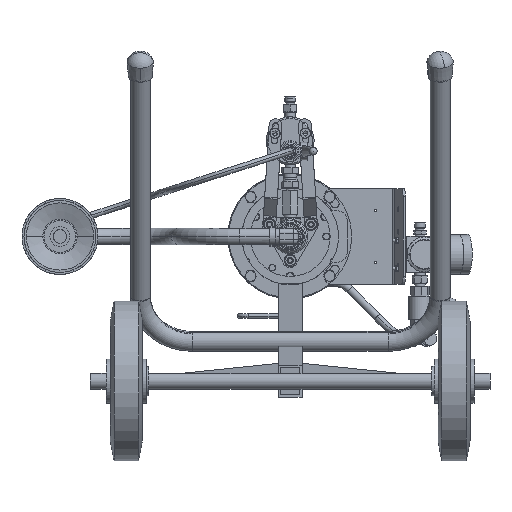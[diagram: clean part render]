
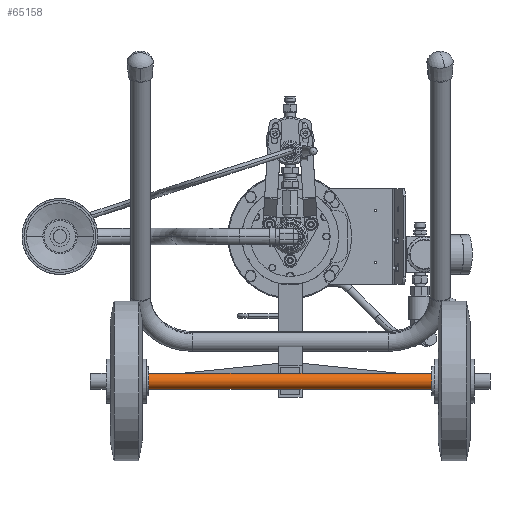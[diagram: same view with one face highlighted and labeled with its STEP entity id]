
A CAD part, front view. The second image highlights one B-rep face of the part: STEP entity #65158.
In plain terms, the highlighted cylindrical face has radius 10 mm (diameter 20 mm), a partial arc.
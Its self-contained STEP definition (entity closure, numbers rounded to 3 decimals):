
#1043 = ORIENTED_EDGE ( 'NONE', *, *, #63072, .T. ) ;
#3074 = AXIS2_PLACEMENT_3D ( 'NONE', #7210, #14917, #70433 ) ;
#3758 = LINE ( 'NONE', #59274, #17033 ) ;
#3940 = VERTEX_POINT ( 'NONE', #6230 ) ;
#6230 = CARTESIAN_POINT ( 'NONE',  ( 177., 100., -10. ) ) ;
#7210 = CARTESIAN_POINT ( 'NONE',  ( 177., 100., 0. ) ) ;
#7590 = ORIENTED_EDGE ( 'NONE', *, *, #60095, .T. ) ;
#7640 = VERTEX_POINT ( 'NONE', #74778 ) ;
#7729 = EDGE_LOOP ( 'NONE', ( #96739, #76357, #1043, #54182, #29203, #31782, #7590, #87941, #97946, #71321, #86963, #60374 ) ) ;
#9336 = CARTESIAN_POINT ( 'NONE',  ( -250., 100., 10. ) ) ;
#9420 = VERTEX_POINT ( 'NONE', #20152 ) ;
#10346 = LINE ( 'NONE', #87949, #10763 ) ;
#10763 = VECTOR ( 'NONE', #31482, 1000. ) ;
#11157 = AXIS2_PLACEMENT_3D ( 'NONE', #45379, #21241, #99860 ) ;
#11280 = LINE ( 'NONE', #17454, #97123 ) ;
#12992 = CARTESIAN_POINT ( 'NONE',  ( -177., 100., 0. ) ) ;
#14917 = DIRECTION ( 'NONE',  ( 1., 0., 0. ) ) ;
#17033 = VECTOR ( 'NONE', #42819, 1000. ) ;
#17454 = CARTESIAN_POINT ( 'NONE',  ( -250., 100., 10. ) ) ;
#18163 = DIRECTION ( 'NONE',  ( 1., 0., 0. ) ) ;
#18227 = VECTOR ( 'NONE', #56031, 1000. ) ;
#18461 = VERTEX_POINT ( 'NONE', #74980 ) ;
#18693 = VERTEX_POINT ( 'NONE', #56869 ) ;
#18933 = CARTESIAN_POINT ( 'NONE',  ( -250., 100., -10. ) ) ;
#20152 = CARTESIAN_POINT ( 'NONE',  ( -12., 100., 10. ) ) ;
#21241 = DIRECTION ( 'NONE',  ( 1., 0., 0. ) ) ;
#21267 = CARTESIAN_POINT ( 'NONE',  ( -250., 100., 10. ) ) ;
#23918 = EDGE_CURVE ( 'NONE', #9420, #87787, #36198, .T. ) ;
#24679 = CARTESIAN_POINT ( 'NONE',  ( -250., 100., -10. ) ) ;
#24701 = EDGE_CURVE ( 'NONE', #87787, #72831, #11280, .T. ) ;
#24766 = LINE ( 'NONE', #9336, #79291 ) ;
#26402 = LINE ( 'NONE', #58260, #29277 ) ;
#26672 = VECTOR ( 'NONE', #94860, 1000. ) ;
#27960 = FACE_OUTER_BOUND ( 'NONE', #7729, .T. ) ;
#29203 = ORIENTED_EDGE ( 'NONE', *, *, #76720, .T. ) ;
#29232 = DIRECTION ( 'NONE',  ( 1., 0., 0. ) ) ;
#29277 = VECTOR ( 'NONE', #18163, 1000. ) ;
#31482 = DIRECTION ( 'NONE',  ( 1., 0., 0. ) ) ;
#31782 = ORIENTED_EDGE ( 'NONE', *, *, #58419, .F. ) ;
#32490 = DIRECTION ( 'NONE',  ( 1., 0., 0. ) ) ;
#33206 = LINE ( 'NONE', #63543, #26672 ) ;
#33363 = DIRECTION ( 'NONE',  ( 1., 0., 0. ) ) ;
#36198 = LINE ( 'NONE', #21267, #38939 ) ;
#36667 = DIRECTION ( 'NONE',  ( 1., 0., 0. ) ) ;
#38939 = VECTOR ( 'NONE', #60363, 1000. ) ;
#39420 = CARTESIAN_POINT ( 'NONE',  ( -15., 100., -10. ) ) ;
#41149 = VERTEX_POINT ( 'NONE', #74644 ) ;
#42630 = DIRECTION ( 'NONE',  ( 1., 0., 0. ) ) ;
#42819 = DIRECTION ( 'NONE',  ( 1., 0., 0. ) ) ;
#45379 = CARTESIAN_POINT ( 'NONE',  ( -250., 100., 0. ) ) ;
#47378 = CIRCLE ( 'NONE', #3074, 10. ) ;
#50281 = LINE ( 'NONE', #18933, #68153 ) ;
#51693 = CARTESIAN_POINT ( 'NONE',  ( -177., 100., 10. ) ) ;
#52849 = CARTESIAN_POINT ( 'NONE',  ( -250., 100., 10. ) ) ;
#54182 = ORIENTED_EDGE ( 'NONE', *, *, #93874, .F. ) ;
#56031 = DIRECTION ( 'NONE',  ( -1., 0., 0. ) ) ;
#56869 = CARTESIAN_POINT ( 'NONE',  ( -15., 100., 10. ) ) ;
#58260 = CARTESIAN_POINT ( 'NONE',  ( -250., 100., 10. ) ) ;
#58419 = EDGE_CURVE ( 'NONE', #7640, #61319, #33206, .T. ) ;
#59274 = CARTESIAN_POINT ( 'NONE',  ( -250., 100., -10. ) ) ;
#60095 = EDGE_CURVE ( 'NONE', #7640, #3940, #3758, .T. ) ;
#60363 = DIRECTION ( 'NONE',  ( 1., 0., 0. ) ) ;
#60374 = ORIENTED_EDGE ( 'NONE', *, *, #74334, .F. ) ;
#60975 = EDGE_CURVE ( 'NONE', #86219, #18461, #86188, .T. ) ;
#61319 = VERTEX_POINT ( 'NONE', #100233 ) ;
#63072 = EDGE_CURVE ( 'NONE', #18461, #67393, #50281, .T. ) ;
#63543 = CARTESIAN_POINT ( 'NONE',  ( -250., 100., -10. ) ) ;
#65158 = ADVANCED_FACE ( 'NONE', ( #27960 ), #76745, .T. ) ;
#66489 = CARTESIAN_POINT ( 'NONE',  ( -12., 100., -10. ) ) ;
#67393 = VERTEX_POINT ( 'NONE', #39420 ) ;
#67968 = EDGE_CURVE ( 'NONE', #41149, #3940, #47378, .T. ) ;
#68153 = VECTOR ( 'NONE', #33363, 1000. ) ;
#70433 = DIRECTION ( 'NONE',  ( 0., 0., -1. ) ) ;
#71321 = ORIENTED_EDGE ( 'NONE', *, *, #24701, .F. ) ;
#72831 = VERTEX_POINT ( 'NONE', #93261 ) ;
#74112 = CARTESIAN_POINT ( 'NONE',  ( 12., 100., 10. ) ) ;
#74334 = EDGE_CURVE ( 'NONE', #18693, #9420, #24766, .T. ) ;
#74644 = CARTESIAN_POINT ( 'NONE',  ( 177., 100., 10. ) ) ;
#74778 = CARTESIAN_POINT ( 'NONE',  ( 15., 100., -10. ) ) ;
#74980 = CARTESIAN_POINT ( 'NONE',  ( -177., 100., -10. ) ) ;
#76357 = ORIENTED_EDGE ( 'NONE', *, *, #60975, .T. ) ;
#76720 = EDGE_CURVE ( 'NONE', #99483, #61319, #10346, .T. ) ;
#76745 = CYLINDRICAL_SURFACE ( 'NONE', #11157, 10. ) ;
#79291 = VECTOR ( 'NONE', #32490, 1000. ) ;
#83192 = LINE ( 'NONE', #52849, #89094 ) ;
#86188 = CIRCLE ( 'NONE', #95978, 10. ) ;
#86219 = VERTEX_POINT ( 'NONE', #51693 ) ;
#86963 = ORIENTED_EDGE ( 'NONE', *, *, #23918, .F. ) ;
#87787 = VERTEX_POINT ( 'NONE', #74112 ) ;
#87941 = ORIENTED_EDGE ( 'NONE', *, *, #67968, .F. ) ;
#87949 = CARTESIAN_POINT ( 'NONE',  ( -250., 100., -10. ) ) ;
#88383 = LINE ( 'NONE', #24679, #18227 ) ;
#89094 = VECTOR ( 'NONE', #29232, 1000. ) ;
#89358 = EDGE_CURVE ( 'NONE', #86219, #18693, #26402, .T. ) ;
#93261 = CARTESIAN_POINT ( 'NONE',  ( 15., 100., 10. ) ) ;
#93874 = EDGE_CURVE ( 'NONE', #99483, #67393, #88383, .T. ) ;
#94860 = DIRECTION ( 'NONE',  ( -1., 0., 0. ) ) ;
#95946 = EDGE_CURVE ( 'NONE', #72831, #41149, #83192, .T. ) ;
#95978 = AXIS2_PLACEMENT_3D ( 'NONE', #12992, #36667, #99349 ) ;
#96739 = ORIENTED_EDGE ( 'NONE', *, *, #89358, .F. ) ;
#97123 = VECTOR ( 'NONE', #42630, 1000. ) ;
#97946 = ORIENTED_EDGE ( 'NONE', *, *, #95946, .F. ) ;
#99349 = DIRECTION ( 'NONE',  ( 0., 0., -1. ) ) ;
#99483 = VERTEX_POINT ( 'NONE', #66489 ) ;
#99860 = DIRECTION ( 'NONE',  ( 0., 0., -1. ) ) ;
#100233 = CARTESIAN_POINT ( 'NONE',  ( 12., 100., -10. ) ) ;
